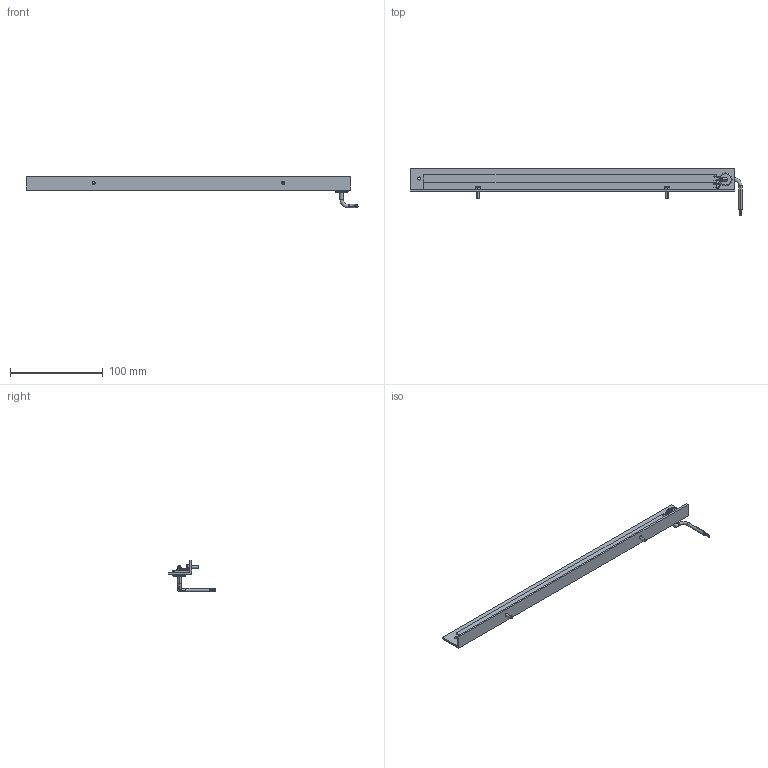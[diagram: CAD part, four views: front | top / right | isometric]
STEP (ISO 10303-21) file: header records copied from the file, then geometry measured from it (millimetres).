
FILE_DESCRIPTION (( 'STEP AP214' ), '1' );
FILE_NAME ('45996~3.STEP', '2019-11-04T10:27:59', ( '' ), ( '' ), 'SwSTEP 2.0', 'SolidWorks 2018', '' );
FILE_SCHEMA (( 'AUTOMOTIVE_DESIGN' ));
Length unit declared in the file: millimetre
Products named in the file (8): 55560~1_45996<S>; 8088~0_S; 45674~0_45996<S>; 45996~3; 45673~0_45996<S>; DIN912~n_M03,0x010; 45997~1_S; 39348~3_S
Assembly tree (8 placements, depth 3):
  45996~3
    45997~1_S
      39348~3_S
    45673~0_45996<S>
    45674~0_45996<S>
    8088~0_S
    55560~1_45996<S>
    DIN912~n_M03,0x010  x2
Bounding box: 357.75 x 51 x 33.75 mm (x, y, z)
Volume: 37999.7 mm3; surface area: 42877.4 mm2
Topology: 15 solids, 15 shells, 228 faces, 515 edges, 329 vertices
Faces by surface type: plane 90, cylinder 88, bspline 32, torus 10, cone 8
Entity records: 7330 total; most frequent: CARTESIAN_POINT 1729, DIRECTION 959, ORIENTED_EDGE 888, EDGE_CURVE 444, AXIS2_PLACEMENT_3D 375, VERTEX_POINT 283, EDGE_LOOP 227, VECTOR 209
